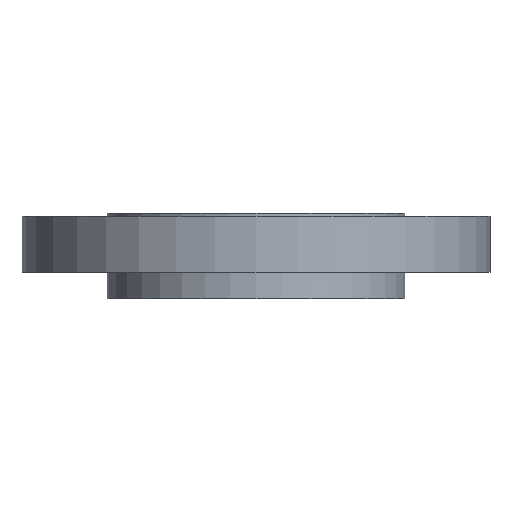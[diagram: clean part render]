
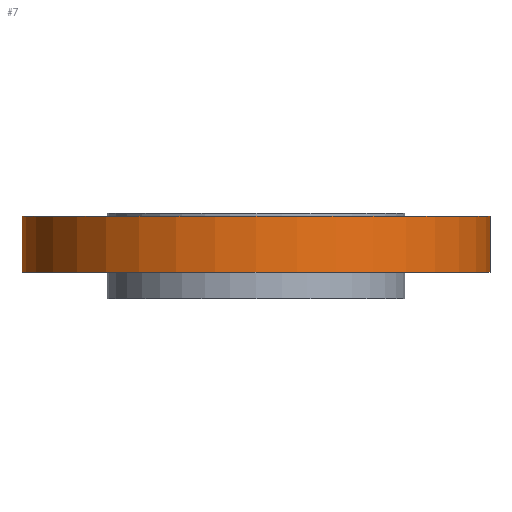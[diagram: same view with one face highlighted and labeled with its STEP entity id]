
A CAD part, front view. The second image highlights one B-rep face of the part: STEP entity #7.
In plain terms, the highlighted cylindrical face has radius 139.7 mm (diameter 279.4 mm), a partial arc.
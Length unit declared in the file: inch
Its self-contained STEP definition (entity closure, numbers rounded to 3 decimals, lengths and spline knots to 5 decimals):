
#7 = ADVANCED_FACE ( 'NONE', ( #483 ), #723, .T. ) ;
#12 = LINE ( 'NONE', #175, #659 ) ;
#25 = DIRECTION ( 'NONE',  ( 0., 0., 1. ) ) ;
#39 = AXIS2_PLACEMENT_3D ( 'NONE', #536, #531, #126 ) ;
#57 = DIRECTION ( 'NONE',  ( 0., 0., -1. ) ) ;
#91 = ORIENTED_EDGE ( 'NONE', *, *, #940, .T. ) ;
#98 = DIRECTION ( 'NONE',  ( 0., 0., 1. ) ) ;
#126 = DIRECTION ( 'NONE',  ( 1., 0., 0. ) ) ;
#131 = AXIS2_PLACEMENT_3D ( 'NONE', #794, #98, #404 ) ;
#167 = DIRECTION ( 'NONE',  ( 0., 0., 1. ) ) ;
#175 = CARTESIAN_POINT ( 'NONE',  ( 5.5, 0., -16.93635 ) ) ;
#245 = VERTEX_POINT ( 'NONE', #704 ) ;
#297 = CARTESIAN_POINT ( 'NONE',  ( 0., 0., -1.38 ) ) ;
#343 = ORIENTED_EDGE ( 'NONE', *, *, #612, .F. ) ;
#358 = LINE ( 'NONE', #968, #917 ) ;
#377 = EDGE_LOOP ( 'NONE', ( #416, #934, #91, #343 ) ) ;
#404 = DIRECTION ( 'NONE',  ( 1., 0., 0. ) ) ;
#416 = ORIENTED_EDGE ( 'NONE', *, *, #559, .F. ) ;
#436 = CIRCLE ( 'NONE', #571, 5.5 ) ;
#443 = CARTESIAN_POINT ( 'NONE',  ( 5.5, 0., -1.38 ) ) ;
#448 = CIRCLE ( 'NONE', #39, 5.5 ) ;
#483 = FACE_OUTER_BOUND ( 'NONE', #377, .T. ) ;
#529 = VERTEX_POINT ( 'NONE', #962 ) ;
#531 = DIRECTION ( 'NONE',  ( 0., 0., 1. ) ) ;
#536 = CARTESIAN_POINT ( 'NONE',  ( 0., 0., -0.0625 ) ) ;
#559 = EDGE_CURVE ( 'NONE', #245, #529, #358, .T. ) ;
#571 = AXIS2_PLACEMENT_3D ( 'NONE', #297, #57, #986 ) ;
#612 = EDGE_CURVE ( 'NONE', #529, #627, #448, .T. ) ;
#627 = VERTEX_POINT ( 'NONE', #681 ) ;
#659 = VECTOR ( 'NONE', #167, 39.37008 ) ;
#681 = CARTESIAN_POINT ( 'NONE',  ( 5.5, 0., -0.0625 ) ) ;
#704 = CARTESIAN_POINT ( 'NONE',  ( -5.5, 0., -1.38 ) ) ;
#709 = VERTEX_POINT ( 'NONE', #443 ) ;
#720 = EDGE_CURVE ( 'NONE', #709, #245, #436, .T. ) ;
#723 = CYLINDRICAL_SURFACE ( 'NONE', #131, 5.5 ) ;
#794 = CARTESIAN_POINT ( 'NONE',  ( 0., 0., -16.93635 ) ) ;
#917 = VECTOR ( 'NONE', #25, 39.37008 ) ;
#934 = ORIENTED_EDGE ( 'NONE', *, *, #720, .F. ) ;
#940 = EDGE_CURVE ( 'NONE', #709, #627, #12, .T. ) ;
#962 = CARTESIAN_POINT ( 'NONE',  ( -5.5, 0., -0.0625 ) ) ;
#968 = CARTESIAN_POINT ( 'NONE',  ( -5.5, 0., -16.93635 ) ) ;
#986 = DIRECTION ( 'NONE',  ( 1., 0., 0. ) ) ;
